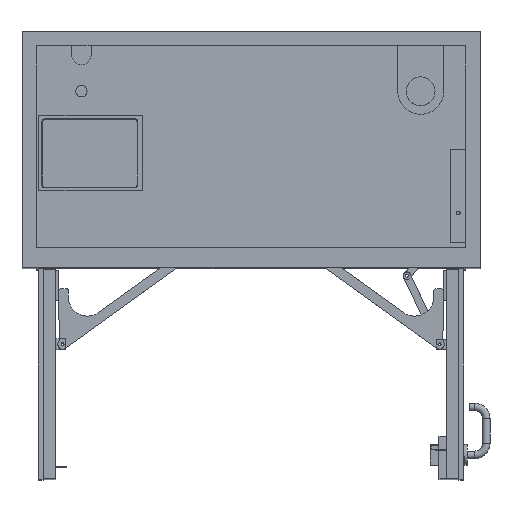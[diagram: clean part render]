
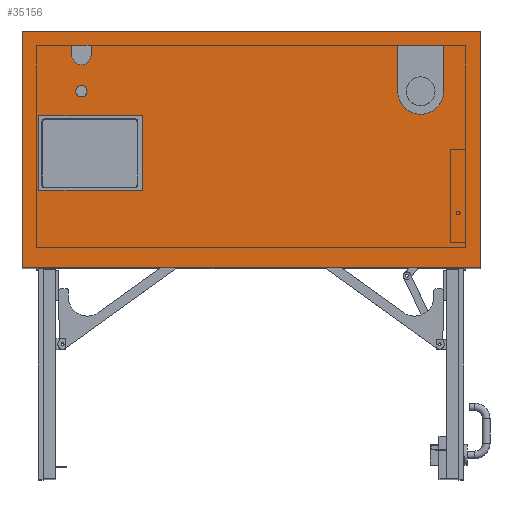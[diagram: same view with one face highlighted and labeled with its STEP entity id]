
A CAD part, top view. The second image highlights one B-rep face of the part: STEP entity #35156.
In plain terms, the highlighted planar face has unit normal (0, 0, 1).
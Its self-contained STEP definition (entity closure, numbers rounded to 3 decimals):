
#1024=FACE_BOUND('',#5989,.T.);
#1025=FACE_BOUND('',#5990,.T.);
#1026=FACE_BOUND('',#5991,.T.);
#1027=FACE_BOUND('',#5992,.T.);
#2210=PLANE('',#37298);
#3920=FACE_OUTER_BOUND('',#5988,.T.);
#5988=EDGE_LOOP('',(#30585,#30586,#30587,#30588));
#5989=EDGE_LOOP('',(#30589,#30590,#30591,#30592));
#5990=EDGE_LOOP('',(#30593,#30594,#30595,#30596));
#5991=EDGE_LOOP('',(#30597,#30598,#30599,#30600));
#5992=EDGE_LOOP('',(#30601));
#9315=LINE('',#57279,#12914);
#9383=LINE('',#57421,#12982);
#9390=LINE('',#57436,#12989);
#9394=LINE('',#57445,#12993);
#9397=LINE('',#57451,#12996);
#9400=LINE('',#57456,#12999);
#9439=LINE('',#57539,#13038);
#9441=LINE('',#57543,#13040);
#9442=LINE('',#57545,#13041);
#9447=LINE('',#57555,#13046);
#9449=LINE('',#57561,#13048);
#9484=LINE('',#57668,#13083);
#9486=LINE('',#57672,#13085);
#9488=LINE('',#57675,#13087);
#12914=VECTOR('',#44414,10.);
#12982=VECTOR('',#44526,10.);
#12989=VECTOR('',#44539,10.);
#12993=VECTOR('',#44545,10.);
#12996=VECTOR('',#44550,10.);
#12999=VECTOR('',#44555,10.);
#13038=VECTOR('',#44642,10.);
#13040=VECTOR('',#44646,10.);
#13041=VECTOR('',#44649,10.);
#13046=VECTOR('',#44658,10.);
#13048=VECTOR('',#44666,10.);
#13083=VECTOR('',#44793,10.);
#13085=VECTOR('',#44797,10.);
#13087=VECTOR('',#44801,10.);
#13944=CIRCLE('',#37214,60.);
#13947=CIRCLE('',#37248,25.);
#13948=CIRCLE('',#37251,14.5);
#16814=VERTEX_POINT('',#57276);
#16815=VERTEX_POINT('',#57278);
#16866=VERTEX_POINT('',#57418);
#16867=VERTEX_POINT('',#57420);
#16869=VERTEX_POINT('',#57426);
#16872=VERTEX_POINT('',#57434);
#16875=VERTEX_POINT('',#57442);
#16876=VERTEX_POINT('',#57444);
#16877=VERTEX_POINT('',#57448);
#16878=VERTEX_POINT('',#57450);
#16879=VERTEX_POINT('',#57454);
#16900=VERTEX_POINT('',#57541);
#16903=VERTEX_POINT('',#57553);
#16904=VERTEX_POINT('',#57557);
#16905=VERTEX_POINT('',#57564);
#16930=VERTEX_POINT('',#57667);
#16931=VERTEX_POINT('',#57671);
#21337=EDGE_CURVE('',#16815,#16814,#9315,.T.);
#21409=EDGE_CURVE('',#16867,#16866,#9383,.T.);
#21413=EDGE_CURVE('',#16866,#16869,#13944,.T.);
#21417=EDGE_CURVE('',#16869,#16872,#9390,.T.);
#21421=EDGE_CURVE('',#16876,#16875,#9394,.T.);
#21424=EDGE_CURVE('',#16878,#16877,#9397,.T.);
#21427=EDGE_CURVE('',#16877,#16879,#9400,.T.);
#21468=EDGE_CURVE('',#16872,#16867,#9439,.T.);
#21470=EDGE_CURVE('',#16879,#16900,#9441,.T.);
#21471=EDGE_CURVE('',#16900,#16878,#9442,.T.);
#21476=EDGE_CURVE('',#16875,#16903,#9447,.T.);
#21477=EDGE_CURVE('',#16904,#16876,#13947,.T.);
#21479=EDGE_CURVE('',#16903,#16904,#9449,.T.);
#21481=EDGE_CURVE('',#16905,#16905,#13948,.T.);
#21531=EDGE_CURVE('',#16930,#16815,#9484,.T.);
#21533=EDGE_CURVE('',#16931,#16930,#9486,.T.);
#21535=EDGE_CURVE('',#16814,#16931,#9488,.T.);
#30585=ORIENTED_EDGE('',*,*,#21337,.T.);
#30586=ORIENTED_EDGE('',*,*,#21535,.T.);
#30587=ORIENTED_EDGE('',*,*,#21533,.T.);
#30588=ORIENTED_EDGE('',*,*,#21531,.T.);
#30589=ORIENTED_EDGE('',*,*,#21413,.T.);
#30590=ORIENTED_EDGE('',*,*,#21417,.T.);
#30591=ORIENTED_EDGE('',*,*,#21468,.T.);
#30592=ORIENTED_EDGE('',*,*,#21409,.T.);
#30593=ORIENTED_EDGE('',*,*,#21470,.T.);
#30594=ORIENTED_EDGE('',*,*,#21471,.T.);
#30595=ORIENTED_EDGE('',*,*,#21424,.T.);
#30596=ORIENTED_EDGE('',*,*,#21427,.T.);
#30597=ORIENTED_EDGE('',*,*,#21476,.T.);
#30598=ORIENTED_EDGE('',*,*,#21479,.T.);
#30599=ORIENTED_EDGE('',*,*,#21477,.T.);
#30600=ORIENTED_EDGE('',*,*,#21421,.T.);
#30601=ORIENTED_EDGE('',*,*,#21481,.T.);
#35156=ADVANCED_FACE('',(#3920,#1024,#1025,#1026,#1027),#2210,.T.);
#37214=AXIS2_PLACEMENT_3D('',#57428,#44532,#44533);
#37248=AXIS2_PLACEMENT_3D('',#57558,#44661,#44662);
#37251=AXIS2_PLACEMENT_3D('',#57565,#44670,#44671);
#37298=AXIS2_PLACEMENT_3D('',#57676,#44802,#44803);
#44414=DIRECTION('',(1.,0.,0.));
#44526=DIRECTION('',(0.,-1.,0.));
#44532=DIRECTION('center_axis',(0.,0.,-1.));
#44533=DIRECTION('ref_axis',(-1.,0.,0.));
#44539=DIRECTION('',(0.,1.,0.));
#44545=DIRECTION('',(0.,1.,0.));
#44550=DIRECTION('',(0.,1.,0.));
#44555=DIRECTION('',(1.,0.,0.));
#44642=DIRECTION('',(1.,0.,0.));
#44646=DIRECTION('',(0.,-1.,0.));
#44649=DIRECTION('',(-1.,0.,0.));
#44658=DIRECTION('',(1.,0.,0.));
#44661=DIRECTION('center_axis',(0.,0.,-1.));
#44662=DIRECTION('ref_axis',(1.,0.,0.));
#44666=DIRECTION('',(0.,-1.,0.));
#44670=DIRECTION('center_axis',(0.,0.,-1.));
#44671=DIRECTION('ref_axis',(-1.,0.,0.));
#44793=DIRECTION('',(0.,-1.,0.));
#44797=DIRECTION('',(-1.,0.,0.));
#44801=DIRECTION('',(0.,1.,0.));
#44802=DIRECTION('center_axis',(0.,0.,1.));
#44803=DIRECTION('ref_axis',(1.,0.,0.));
#57276=CARTESIAN_POINT('',(596.88,-307.5,974.185));
#57278=CARTESIAN_POINT('',(-596.88,-307.5,974.185));
#57279=CARTESIAN_POINT('',(-596.88,-307.5,974.185));
#57418=CARTESIAN_POINT('',(502.,151.98,974.185));
#57420=CARTESIAN_POINT('',(502.,271.5,974.185));
#57421=CARTESIAN_POINT('',(502.,135.75,974.185));
#57426=CARTESIAN_POINT('',(382.,151.98,974.185));
#57428=CARTESIAN_POINT('Origin',(442.,151.98,974.185));
#57434=CARTESIAN_POINT('',(382.,271.5,974.185));
#57436=CARTESIAN_POINT('',(382.,75.99,974.185));
#57442=CARTESIAN_POINT('',(-467.,271.5,974.185));
#57444=CARTESIAN_POINT('',(-467.,246.,974.185));
#57445=CARTESIAN_POINT('',(-467.,123.,974.185));
#57448=CARTESIAN_POINT('',(-553.,87.98,974.185));
#57450=CARTESIAN_POINT('',(-553.,-107.02,974.185));
#57451=CARTESIAN_POINT('',(-553.,-53.51,974.185));
#57454=CARTESIAN_POINT('',(-283.,87.98,974.185));
#57456=CARTESIAN_POINT('',(-276.5,87.98,974.185));
#57539=CARTESIAN_POINT('',(191.,271.5,974.185));
#57541=CARTESIAN_POINT('',(-283.,-107.02,974.185));
#57543=CARTESIAN_POINT('',(-283.,43.99,974.185));
#57545=CARTESIAN_POINT('',(-141.5,-107.02,974.185));
#57553=CARTESIAN_POINT('',(-417.,271.5,974.185));
#57555=CARTESIAN_POINT('',(-233.5,271.5,974.185));
#57557=CARTESIAN_POINT('',(-417.,246.,974.185));
#57558=CARTESIAN_POINT('Origin',(-442.,246.,974.185));
#57561=CARTESIAN_POINT('',(-417.,135.75,974.185));
#57564=CARTESIAN_POINT('',(-427.5,151.98,974.185));
#57565=CARTESIAN_POINT('Origin',(-442.,151.98,974.185));
#57667=CARTESIAN_POINT('',(-596.88,307.5,974.185));
#57668=CARTESIAN_POINT('',(-596.88,307.5,974.185));
#57671=CARTESIAN_POINT('',(596.88,307.5,974.185));
#57672=CARTESIAN_POINT('',(596.88,307.5,974.185));
#57675=CARTESIAN_POINT('',(596.88,-307.5,974.185));
#57676=CARTESIAN_POINT('Origin',(0.,0.,
974.185));
